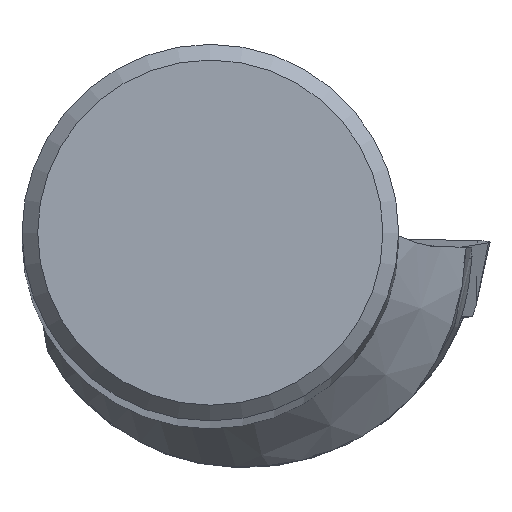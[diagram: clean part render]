
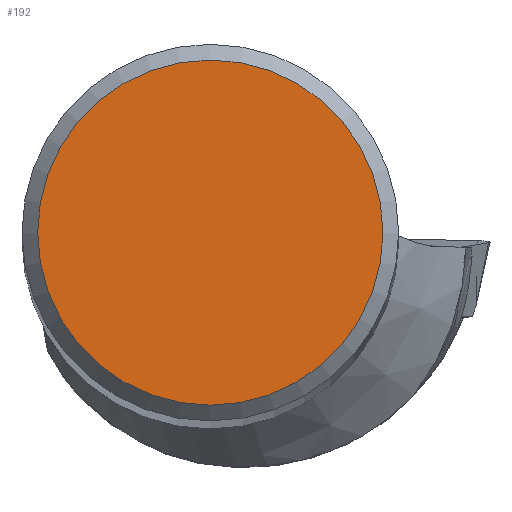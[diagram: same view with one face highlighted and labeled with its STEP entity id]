
A CAD part, top view. The second image highlights one B-rep face of the part: STEP entity #192.
In plain terms, the highlighted planar face has unit normal (0, 0, 1).
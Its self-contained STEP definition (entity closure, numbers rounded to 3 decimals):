
#153=FACE_OUTER_BOUND('',#397,.T.);
#192=ADVANCED_FACE('',(#153),#220,.T.);
#220=PLANE('',#930);
#397=EDGE_LOOP('',(#520));
#520=ORIENTED_EDGE('',*,*,#757,.F.);
#672=VERTEX_POINT('',#1434);
#757=EDGE_CURVE('',#672,#672,#813,.T.);
#813=CIRCLE('',#929,5.493);
#929=AXIS2_PLACEMENT_3D('',#1433,#1083,#1084);
#930=AXIS2_PLACEMENT_3D('',#1435,#1085,#1086);
#1083=DIRECTION('',(0.,0.,-1.));
#1084=DIRECTION('',(-1.,0.,0.));
#1085=DIRECTION('',(0.,0.,1.));
#1086=DIRECTION('',(-1.,0.,0.));
#1433=CARTESIAN_POINT('',(0.,0.,0.));
#1434=CARTESIAN_POINT('',(-5.493,0.,0.));
#1435=CARTESIAN_POINT('',(0.,0.,0.));
